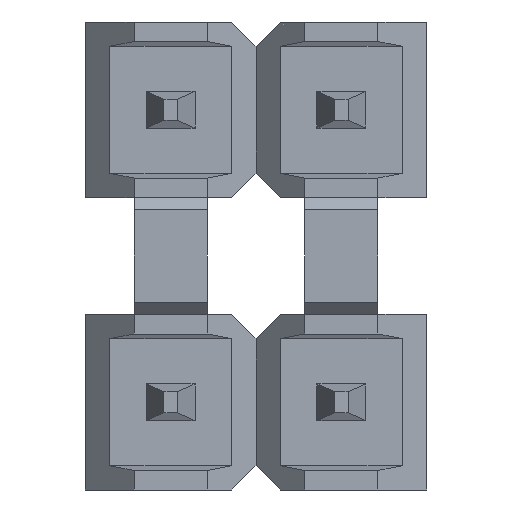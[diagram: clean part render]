
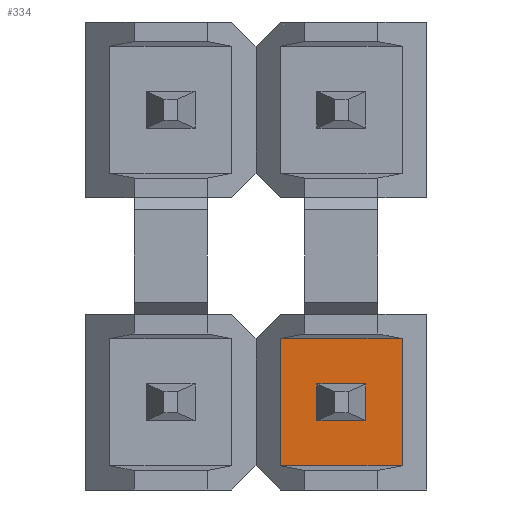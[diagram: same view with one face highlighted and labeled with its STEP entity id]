
A CAD part, front view. The second image highlights one B-rep face of the part: STEP entity #334.
In plain terms, the highlighted planar face has unit normal (0, -1, 0).
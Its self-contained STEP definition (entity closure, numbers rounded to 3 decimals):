
#334=ADVANCED_FACE('',(#778,#779),#780,.T.);
#778=FACE_BOUND('',#1337,.T.);
#779=FACE_OUTER_BOUND('',#1338,.T.);
#780=PLANE('',#1339);
#1337=EDGE_LOOP('',(#2294,#2295,#2296,#2297));
#1338=EDGE_LOOP('',(#2298,#2299,#2300,#2301));
#1339=AXIS2_PLACEMENT_3D('',#2302,#2303,#2304);
#2294=ORIENTED_EDGE('',*,*,#3386,.T.);
#2295=ORIENTED_EDGE('',*,*,#3381,.T.);
#2296=ORIENTED_EDGE('',*,*,#3390,.T.);
#2297=ORIENTED_EDGE('',*,*,#3406,.T.);
#2298=ORIENTED_EDGE('',*,*,#3570,.T.);
#2299=ORIENTED_EDGE('',*,*,#3617,.F.);
#2300=ORIENTED_EDGE('',*,*,#3602,.T.);
#2301=ORIENTED_EDGE('',*,*,#3619,.T.);
#2302=CARTESIAN_POINT('',(-1.75,-4.0,0.0));
#2303=DIRECTION('',(0.0,-1.0,0.0));
#2304=DIRECTION('',(0.,0.0,-1.0));
#3381=EDGE_CURVE('',#4055,#4056,#4057,.T.);
#3386=EDGE_CURVE('',#4064,#4055,#4065,.T.);
#3390=EDGE_CURVE('',#4056,#4070,#4071,.T.);
#3406=EDGE_CURVE('',#4070,#4064,#4092,.T.);
#3570=EDGE_CURVE('',#4334,#4331,#4335,.T.);
#3602=EDGE_CURVE('',#4386,#4384,#4387,.T.);
#3617=EDGE_CURVE('',#4386,#4331,#4405,.T.);
#3619=EDGE_CURVE('',#4384,#4334,#4407,.T.);
#4055=VERTEX_POINT('',#5033);
#4056=VERTEX_POINT('',#5034);
#4057=LINE('',#5035,#5036);
#4064=VERTEX_POINT('',#5046);
#4065=LINE('',#5047,#5048);
#4070=VERTEX_POINT('',#5055);
#4071=LINE('',#5056,#5057);
#4092=LINE('',#5088,#5089);
#4331=VERTEX_POINT('',#5429);
#4334=VERTEX_POINT('',#5433);
#4335=LINE('',#5434,#5435);
#4384=VERTEX_POINT('',#5509);
#4386=VERTEX_POINT('',#5512);
#4387=LINE('',#5513,#5514);
#4405=LINE('',#5541,#5542);
#4407=LINE('',#5544,#5545);
#5033=CARTESIAN_POINT('',(3.0,-4.0,-0.375));
#5034=CARTESIAN_POINT('',(3.0,-4.0,0.375));
#5035=CARTESIAN_POINT('',(3.0,-4.0,-0.5));
#5036=VECTOR('',#6382,1.0);
#5046=CARTESIAN_POINT('',(4.0,-4.0,-0.375));
#5047=CARTESIAN_POINT('',(0.375,-4.0,-0.375));
#5048=VECTOR('',#6386,1.0);
#5055=CARTESIAN_POINT('',(4.0,-4.0,0.375));
#5056=CARTESIAN_POINT('',(0.375,-4.0,0.375));
#5057=VECTOR('',#6389,1.0);
#5088=CARTESIAN_POINT('',(4.0,-4.0,-0.5));
#5089=VECTOR('',#6400,1.0);
#5429=CARTESIAN_POINT('',(4.75,-4.0,1.303));
#5433=CARTESIAN_POINT('',(4.75,-4.0,-1.303));
#5434=CARTESIAN_POINT('',(4.75,-4.0,-2.0));
#5435=VECTOR('',#6551,1.0);
#5509=CARTESIAN_POINT('',(2.25,-4.0,-1.303));
#5512=CARTESIAN_POINT('',(2.25,-4.0,1.303));
#5513=CARTESIAN_POINT('',(2.25,-4.0,-2.0));
#5514=VECTOR('',#6578,1.0);
#5541=CARTESIAN_POINT('',(-1.75,-4.0,1.303));
#5542=VECTOR('',#6588,1.0);
#5544=CARTESIAN_POINT('',(-1.75,-4.0,-1.303));
#5545=VECTOR('',#6589,1.0);
#6382=DIRECTION('',(0.0,0.0,1.0));
#6386=DIRECTION('',(-1.0,-0.0,0.));
#6389=DIRECTION('',(1.0,0.0,0.));
#6400=DIRECTION('',(0.0,0.0,-1.0));
#6551=DIRECTION('',(0.0,0.0,1.0));
#6578=DIRECTION('',(0.0,0.0,-1.0));
#6588=DIRECTION('',(1.0,0.0,0.));
#6589=DIRECTION('',(1.0,0.0,0.));
